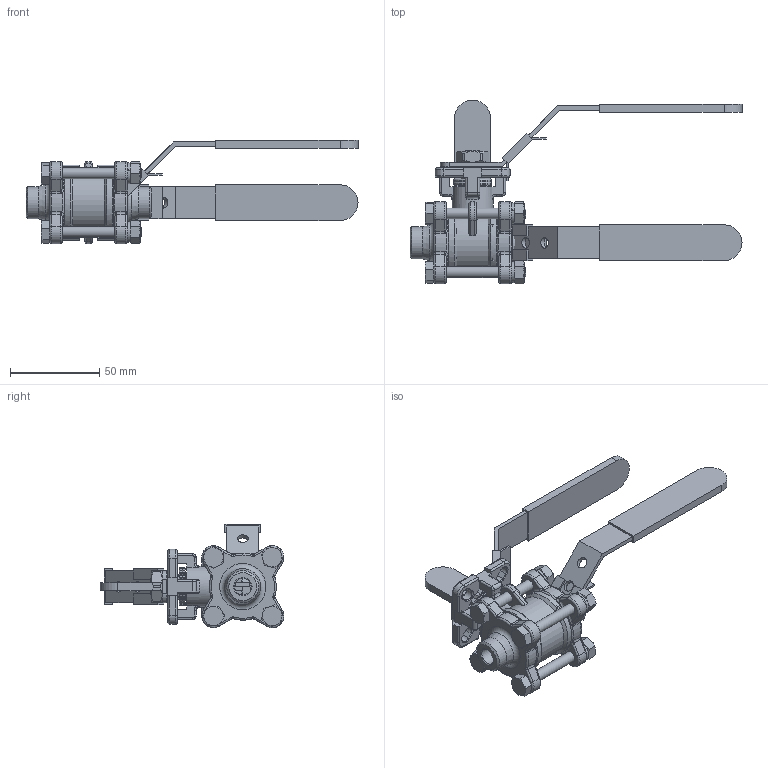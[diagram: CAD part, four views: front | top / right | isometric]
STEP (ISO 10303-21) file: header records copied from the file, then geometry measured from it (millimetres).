
FILE_DESCRIPTION( ( 'Unknown' ), '1' );
FILE_NAME( '8.122.010.stp', 'Unknown', ( 'Unknown' ), ( 'Unknown' ), 'PSStep 13.0', 'Unknown', ' ' );
FILE_SCHEMA( ( 'AUTOMOTIVE_DESIGN { 1 0 10303 214 1 1 1 1 }' ) );
Length unit declared in the file: millimetre
Products named in the file (7): Hebel 010-020; Assem1; Ummantelung 010-020; Lasche010_020; M12-niedrig; 8.122.010
Bounding box: 186.05 x 103.04 x 58.04 mm (x, y, z)
Volume: 178425 mm3; surface area: 116404.6 mm2
Topology: 13 solids, 17 shells, 1887 faces, 4856 edges, 3012 vertices
Faces by surface type: plane 798, cylinder 463, bspline 312, cone 164, torus 150
Full cylindrical faces by diameter (mm): 6 x22, 7 x20, 9.3 x2, 10.106 x2, 15.7 x2, 16 x2, 18 x6, 21.2 x4, 23 x2, 27 x2, 27.5 x2, 37.5 x4
Entity records: 61410 total; most frequent: CARTESIAN_POINT 33698, ORIENTED_EDGE 4482, DIRECTION 3668, EDGE_CURVE 2241, VERTEX_POINT 1426, AXIS2_PLACEMENT_3D 1337, EDGE_LOOP 1047, LINE 994
